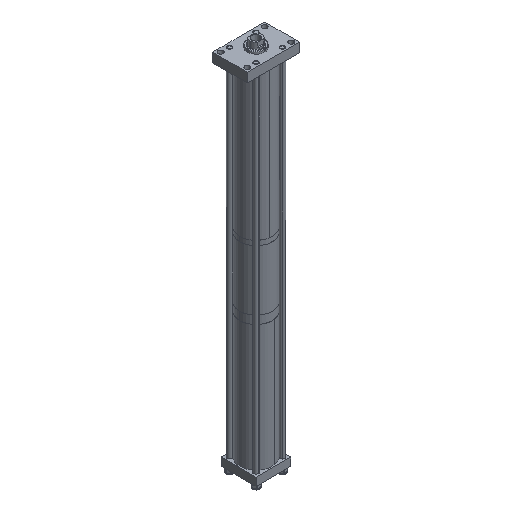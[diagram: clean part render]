
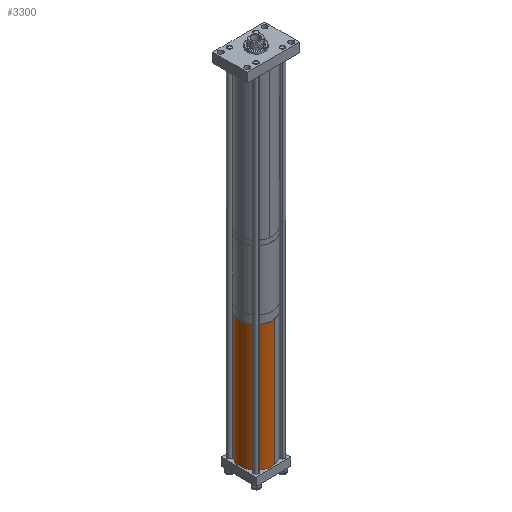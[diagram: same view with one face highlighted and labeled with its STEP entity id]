
A CAD part, isometric view. The second image highlights one B-rep face of the part: STEP entity #3300.
In plain terms, the highlighted cylindrical face has radius 88.9 mm (diameter 177.8 mm), a partial arc.
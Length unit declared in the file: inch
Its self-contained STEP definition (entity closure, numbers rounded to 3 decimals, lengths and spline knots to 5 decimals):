
#196 = VERTEX_POINT ( 'NONE', #5257 ) ;
#776 = VERTEX_POINT ( 'NONE', #1468 ) ;
#915 = CARTESIAN_POINT ( 'NONE',  ( -3.5, 0., 27.198 ) ) ;
#1243 = DIRECTION ( 'NONE',  ( 0., 0., 1. ) ) ;
#1468 = CARTESIAN_POINT ( 'NONE',  ( -3.5, 0., 27.198 ) ) ;
#1517 = CARTESIAN_POINT ( 'NONE',  ( 0., 0., 27.198 ) ) ;
#1627 = DIRECTION ( 'NONE',  ( -1., 0., 0. ) ) ;
#1665 = CYLINDRICAL_SURFACE ( 'NONE', #4074, 3.5 ) ;
#1747 = ORIENTED_EDGE ( 'NONE', *, *, #8667, .F. ) ;
#1832 = EDGE_LOOP ( 'NONE', ( #3815, #5912, #5681, #1747 ) ) ;
#2008 = VERTEX_POINT ( 'NONE', #3093 ) ;
#2079 = DIRECTION ( 'NONE',  ( 1., 0., 0. ) ) ;
#2127 = EDGE_CURVE ( 'NONE', #196, #2008, #2677, .T. ) ;
#2210 = CIRCLE ( 'NONE', #5090, 3.5 ) ;
#2508 = DIRECTION ( 'NONE',  ( 0., 0., -1. ) ) ;
#2677 = LINE ( 'NONE', #7089, #5045 ) ;
#2738 = LINE ( 'NONE', #915, #8134 ) ;
#3093 = CARTESIAN_POINT ( 'NONE',  ( 3.5, 0., 0. ) ) ;
#3300 = ADVANCED_FACE ( 'NONE', ( #3508 ), #1665, .T. ) ;
#3508 = FACE_OUTER_BOUND ( 'NONE', #1832, .T. ) ;
#3815 = ORIENTED_EDGE ( 'NONE', *, *, #8826, .F. ) ;
#4074 = AXIS2_PLACEMENT_3D ( 'NONE', #1517, #4846, #1627 ) ;
#4163 = EDGE_CURVE ( 'NONE', #2008, #8349, #2210, .T. ) ;
#4846 = DIRECTION ( 'NONE',  ( 0., 0., -1. ) ) ;
#5045 = VECTOR ( 'NONE', #7198, 39.37008 ) ;
#5090 = AXIS2_PLACEMENT_3D ( 'NONE', #6014, #1243, #6838 ) ;
#5257 = CARTESIAN_POINT ( 'NONE',  ( 3.5, 0., 27.198 ) ) ;
#5681 = ORIENTED_EDGE ( 'NONE', *, *, #4163, .T. ) ;
#5912 = ORIENTED_EDGE ( 'NONE', *, *, #2127, .T. ) ;
#6014 = CARTESIAN_POINT ( 'NONE',  ( 0., 0., 0. ) ) ;
#6059 = DIRECTION ( 'NONE',  ( 0., 0., 1. ) ) ;
#6751 = CIRCLE ( 'NONE', #9254, 3.5 ) ;
#6774 = CARTESIAN_POINT ( 'NONE',  ( 0., 0., 27.198 ) ) ;
#6838 = DIRECTION ( 'NONE',  ( 1., 0., 0. ) ) ;
#7089 = CARTESIAN_POINT ( 'NONE',  ( 3.5, 0., 27.198 ) ) ;
#7198 = DIRECTION ( 'NONE',  ( 0., 0., -1. ) ) ;
#8134 = VECTOR ( 'NONE', #2508, 39.37008 ) ;
#8349 = VERTEX_POINT ( 'NONE', #10040 ) ;
#8667 = EDGE_CURVE ( 'NONE', #776, #8349, #2738, .T. ) ;
#8826 = EDGE_CURVE ( 'NONE', #196, #776, #6751, .T. ) ;
#9254 = AXIS2_PLACEMENT_3D ( 'NONE', #6774, #6059, #2079 ) ;
#10040 = CARTESIAN_POINT ( 'NONE',  ( -3.5, 0., 0. ) ) ;
